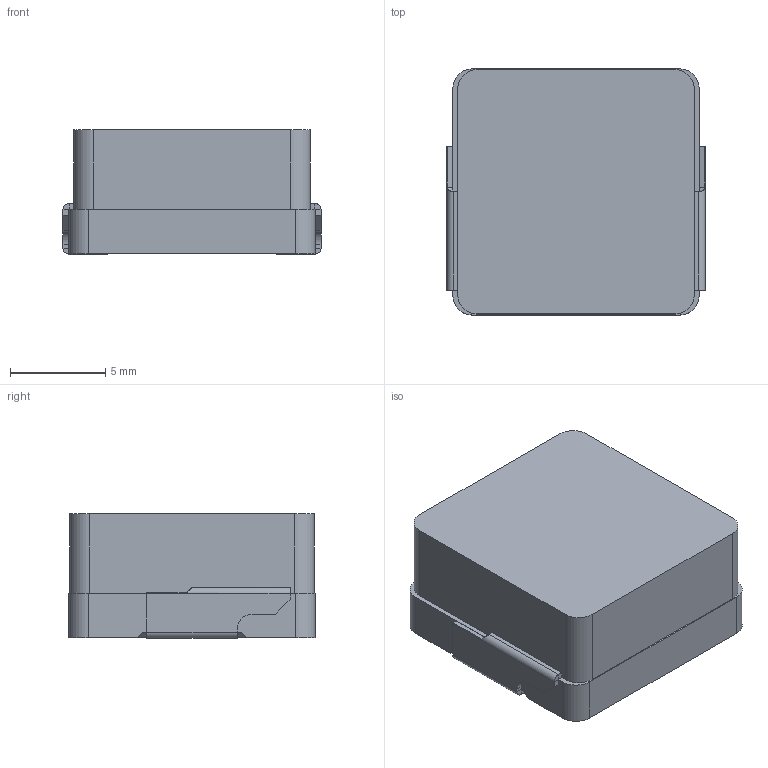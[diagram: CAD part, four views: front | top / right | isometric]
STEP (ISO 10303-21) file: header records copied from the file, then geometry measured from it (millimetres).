
FILE_DESCRIPTION(/* description */ (''),/* implementation_level */ '2;1');
FILE_NAME(/* name */ 'IND_VISHAY_IHLP5050FD-01.stp',/* time_stamp */ '2016-02-25T10:19:05+01:00',/* author */ ('riccim'),/* organization */ (''),/* preprocessor_version */ 'ST-DEVELOPER v15.5',/* originating_system */ 'AutoCAD Mechanical',/* authorisation */ '');
FILE_SCHEMA (('AUTOMOTIVE_DESIGN { 1 0 10303 214 3 1 1 }'));
Length unit declared in the file: millimetre
Products named in the file (1): Product
Bounding box: 13.51 x 12.9 x 6.53 mm (x, y, z)
Volume: 1051.4 mm3; surface area: 767.2 mm2
Topology: 3 solids, 3 shells, 81 faces, 207 edges, 134 vertices
Faces by surface type: plane 63, cylinder 16, bspline 2
Entity records: 2513 total; most frequent: CARTESIAN_POINT 500, ORIENTED_EDGE 414, DIRECTION 393, EDGE_CURVE 207, LINE 169, VECTOR 169, VERTEX_POINT 133, AXIS2_PLACEMENT_3D 112
